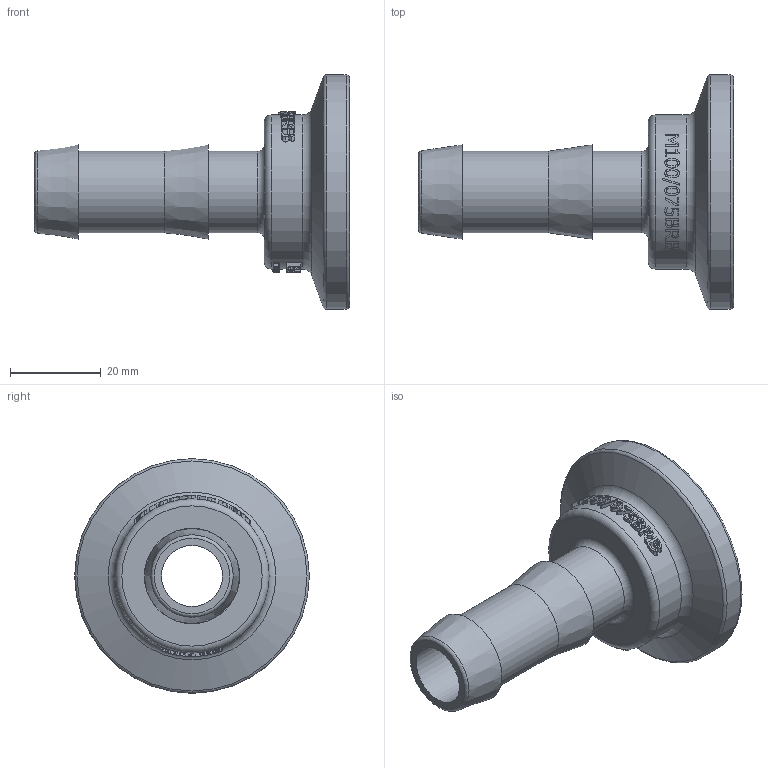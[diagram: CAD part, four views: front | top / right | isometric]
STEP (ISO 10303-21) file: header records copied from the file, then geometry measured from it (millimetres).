
FILE_DESCRIPTION(/* description */ ('1" MNFLD FLG. X 3/4" HOSE BARB'),/* implementation_level */ '2;1');
FILE_NAME(/* name */ 'M100075BRB.stp',/* time_stamp */ '2014-02-14T15:29:32-05:00',/* author */ ('mclevenger'),/* organization */ (''),/* preprocessor_version */ 'ST-DEVELOPER v15.2',/* originating_system */ 'Autodesk Inventor 2014',/* authorisation */ '');
FILE_SCHEMA (('AUTOMOTIVE_DESIGN { 1 0 10303 214 3 1 1 }'));
Length unit declared in the file: inch
Products named in the file (1): M100075BRB
Bounding box: 69.6 x 51.82 x 51.82 mm (x, y, z)
Volume: 26624.3 mm3; surface area: 12153.3 mm2
Topology: 1 solids, 1 shells, 391 faces, 1024 edges, 679 vertices
Faces by surface type: plane 191, bspline 143, cylinder 46, torus 7, cone 4
Full cylindrical faces by diameter (mm): 13.462 x1, 18.034 x2, 34.036 x1, 35.052 x1, 51.816 x1
Entity records: 14557 total; most frequent: CARTESIAN_POINT 5669, ORIENTED_EDGE 2014, DIRECTION 1494, EDGE_CURVE 1007, VERTEX_POINT 679, AXIS2_PLACEMENT_3D 524, EDGE_LOOP 454, LINE 446
